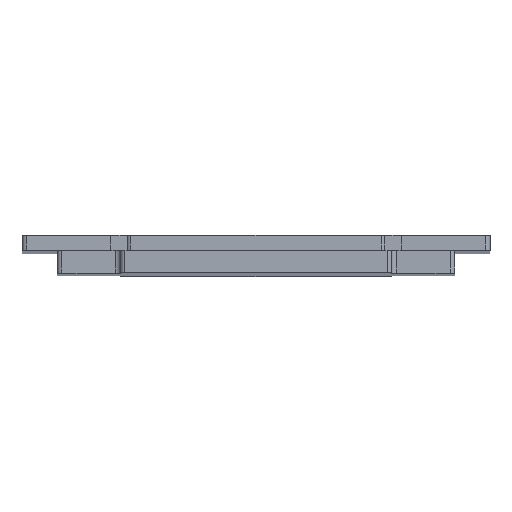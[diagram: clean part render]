
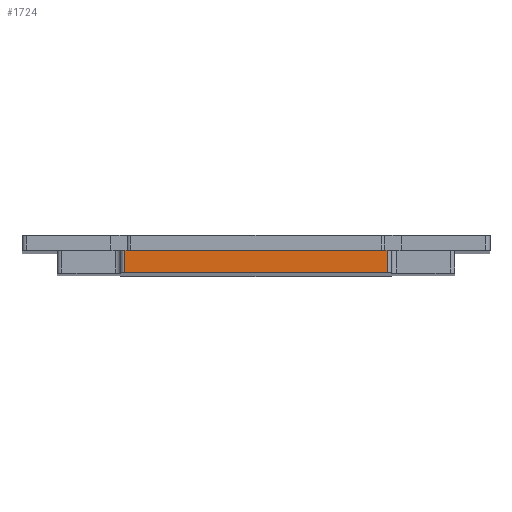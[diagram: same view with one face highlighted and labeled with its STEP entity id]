
A CAD part, top view. The second image highlights one B-rep face of the part: STEP entity #1724.
In plain terms, the highlighted planar face has unit normal (0, 0, 1).
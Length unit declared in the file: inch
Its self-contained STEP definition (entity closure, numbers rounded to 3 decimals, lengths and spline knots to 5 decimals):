
#78 = ORIENTED_EDGE ( 'NONE', *, *, #1325, .T. ) ;
#103 = EDGE_CURVE ( 'NONE', #2037, #1452, #815, .T. ) ;
#120 = LINE ( 'NONE', #1611, #1945 ) ;
#135 = CARTESIAN_POINT ( 'NONE',  ( 0., -0.12598, 16.26772 ) ) ;
#236 = VERTEX_POINT ( 'NONE', #1450 ) ;
#268 = CARTESIAN_POINT ( 'NONE',  ( -1.10236, -0.31496, 16.26772 ) ) ;
#280 = CARTESIAN_POINT ( 'NONE',  ( 0., -0.31496, 16.26772 ) ) ;
#305 = DIRECTION ( 'NONE',  ( -1., 0., 0. ) ) ;
#322 = DIRECTION ( 'NONE',  ( 0., 0., 1. ) ) ;
#415 = EDGE_CURVE ( 'NONE', #767, #236, #120, .T. ) ;
#438 = ORIENTED_EDGE ( 'NONE', *, *, #1098, .T. ) ;
#512 = CARTESIAN_POINT ( 'NONE',  ( 1.10236, -0.12598, 16.26772 ) ) ;
#525 = LINE ( 'NONE', #2019, #1555 ) ;
#527 = VECTOR ( 'NONE', #1643, 39.37008 ) ;
#562 = AXIS2_PLACEMENT_3D ( 'NONE', #2185, #322, #1975 ) ;
#583 = CARTESIAN_POINT ( 'NONE',  ( 0., -0.12598, 16.26772 ) ) ;
#674 = LINE ( 'NONE', #135, #527 ) ;
#675 = ORIENTED_EDGE ( 'NONE', *, *, #2313, .T. ) ;
#767 = VERTEX_POINT ( 'NONE', #2262 ) ;
#815 = LINE ( 'NONE', #280, #1058 ) ;
#832 = PLANE ( 'NONE',  #562 ) ;
#849 = LINE ( 'NONE', #512, #1241 ) ;
#886 = FACE_OUTER_BOUND ( 'NONE', #2340, .T. ) ;
#966 = VERTEX_POINT ( 'NONE', #2102 ) ;
#1015 = DIRECTION ( 'NONE',  ( -1., 0., 0. ) ) ;
#1058 = VECTOR ( 'NONE', #1015, 39.37008 ) ;
#1080 = DIRECTION ( 'NONE',  ( 0., -1., 0. ) ) ;
#1098 = EDGE_CURVE ( 'NONE', #2037, #1877, #849, .T. ) ;
#1241 = VECTOR ( 'NONE', #1595, 39.37008 ) ;
#1271 = ORIENTED_EDGE ( 'NONE', *, *, #103, .F. ) ;
#1325 = EDGE_CURVE ( 'NONE', #1877, #767, #2123, .T. ) ;
#1450 = CARTESIAN_POINT ( 'NONE',  ( -1.08465, -0.12598, 16.26772 ) ) ;
#1452 = VERTEX_POINT ( 'NONE', #268 ) ;
#1482 = CARTESIAN_POINT ( 'NONE',  ( 1.10236, -0.12598, 16.26772 ) ) ;
#1520 = EDGE_CURVE ( 'NONE', #236, #966, #674, .T. ) ;
#1555 = VECTOR ( 'NONE', #1080, 39.37008 ) ;
#1595 = DIRECTION ( 'NONE',  ( 0., 1., 0. ) ) ;
#1602 = VECTOR ( 'NONE', #1917, 39.37008 ) ;
#1611 = CARTESIAN_POINT ( 'NONE',  ( 0., -0.12598, 16.26772 ) ) ;
#1617 = ORIENTED_EDGE ( 'NONE', *, *, #415, .T. ) ;
#1643 = DIRECTION ( 'NONE',  ( -1., 0., 0. ) ) ;
#1724 = ADVANCED_FACE ( 'NONE', ( #886 ), #832, .T. ) ;
#1733 = ORIENTED_EDGE ( 'NONE', *, *, #1520, .T. ) ;
#1877 = VERTEX_POINT ( 'NONE', #1482 ) ;
#1917 = DIRECTION ( 'NONE',  ( -1., 0., 0. ) ) ;
#1927 = CARTESIAN_POINT ( 'NONE',  ( 1.10236, -0.31496, 16.26772 ) ) ;
#1945 = VECTOR ( 'NONE', #305, 39.37008 ) ;
#1975 = DIRECTION ( 'NONE',  ( 1., 0., 0. ) ) ;
#2019 = CARTESIAN_POINT ( 'NONE',  ( -1.10236, -0.12598, 16.26772 ) ) ;
#2037 = VERTEX_POINT ( 'NONE', #1927 ) ;
#2102 = CARTESIAN_POINT ( 'NONE',  ( -1.10236, -0.12598, 16.26772 ) ) ;
#2123 = LINE ( 'NONE', #583, #1602 ) ;
#2185 = CARTESIAN_POINT ( 'NONE',  ( 0., -0.12598, 16.26772 ) ) ;
#2262 = CARTESIAN_POINT ( 'NONE',  ( 1.08465, -0.12598, 16.26772 ) ) ;
#2313 = EDGE_CURVE ( 'NONE', #966, #1452, #525, .T. ) ;
#2340 = EDGE_LOOP ( 'NONE', ( #1733, #675, #1271, #438, #78, #1617 ) ) ;
